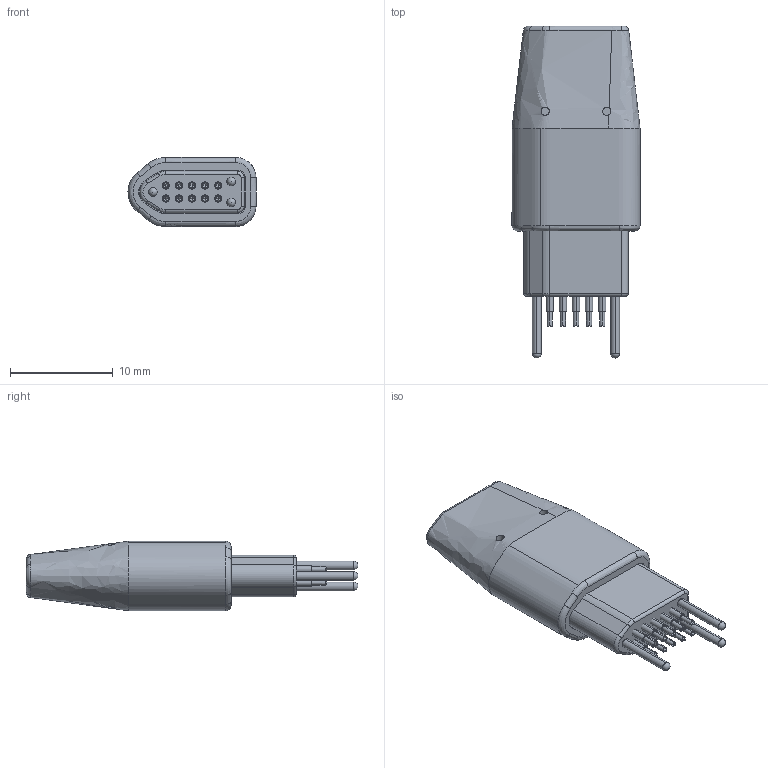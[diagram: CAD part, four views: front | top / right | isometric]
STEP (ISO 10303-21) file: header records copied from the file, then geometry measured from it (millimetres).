
FILE_DESCRIPTION (( 'STEP AP214' ), '1' );
FILE_NAME ('TAG_CONNECT_TC2050-IDC-NL.STEP', '2015-04-08T20:59:00', ( '' ), ( '' ), '', '', '' );
FILE_SCHEMA (( '' ));
Length unit declared in the file: millimetre
Products named in the file (1): TAG_CONNECT_TC2050-IDC-NL
Bounding box: 12.45 x 32.27 x 6.73 mm (x, y, z)
Volume: 1510.1 mm3; surface area: 1702.8 mm2
Topology: 6 solids, 6 shells, 238 faces, 549 edges, 335 vertices
Faces by surface type: plane 133, cylinder 73, bspline 24, torus 5, sphere 3
Entity records: 8323 total; most frequent: CARTESIAN_POINT 3261, ORIENTED_EDGE 1080, DIRECTION 981, EDGE_CURVE 540, AXIS2_PLACEMENT_3D 374, VERTEX_POINT 329, EDGE_LOOP 253, FACE_OUTER_BOUND 238
